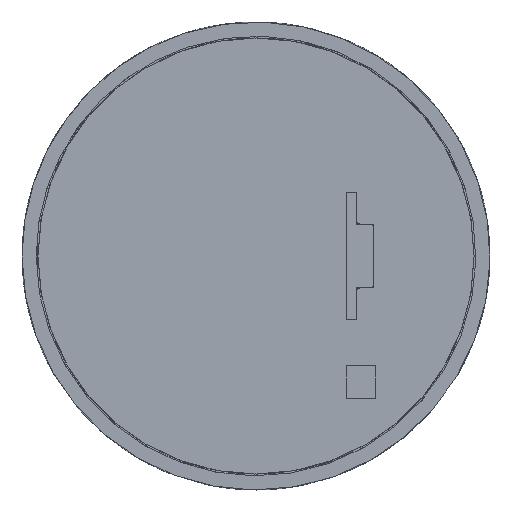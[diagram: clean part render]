
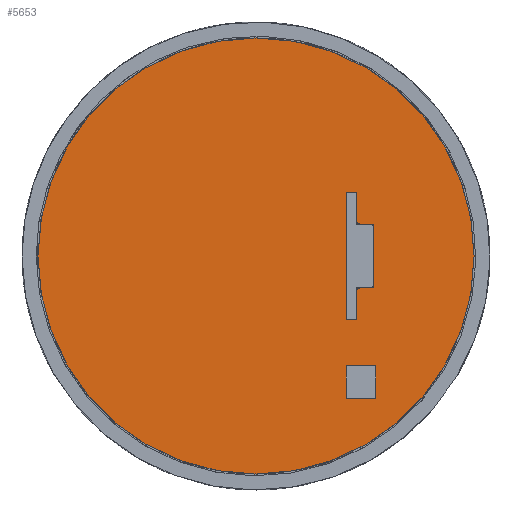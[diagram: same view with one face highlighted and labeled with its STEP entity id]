
A CAD part, front view. The second image highlights one B-rep face of the part: STEP entity #5653.
In plain terms, the highlighted planar face has unit normal (0, -1, 0).
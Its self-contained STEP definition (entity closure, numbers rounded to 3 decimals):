
#185=FACE_BOUND('',#1363,.T.);
#186=FACE_BOUND('',#1364,.T.);
#339=CIRCLE('',#6148,30.75);
#437=CIRCLE('',#6318,0.5);
#438=CIRCLE('',#6321,0.5);
#439=CIRCLE('',#6324,0.5);
#440=CIRCLE('',#6327,0.5);
#656=PLANE('',#6342);
#973=FACE_OUTER_BOUND('',#1362,.T.);
#1362=EDGE_LOOP('',(#5207));
#1363=EDGE_LOOP('',(#5208,#5209,#5210,#5211,#5212,#5213,#5214,#5215,#5216,
#5217,#5218,#5219));
#1364=EDGE_LOOP('',(#5220,#5221,#5222,#5223));
#1639=LINE('',#9580,#2062);
#1647=LINE('',#9596,#2070);
#1661=LINE('',#10249,#2084);
#1766=LINE('',#11078,#2189);
#1769=LINE('',#11086,#2192);
#1772=LINE('',#11094,#2195);
#1775=LINE('',#11102,#2198);
#1782=LINE('',#11117,#2205);
#1784=LINE('',#11121,#2207);
#1785=LINE('',#11123,#2208);
#1786=LINE('',#11125,#2209);
#1787=LINE('',#11127,#2210);
#2062=VECTOR('',#7340,10.);
#2070=VECTOR('',#7354,10.);
#2084=VECTOR('',#7434,10.);
#2189=VECTOR('',#7907,10.);
#2192=VECTOR('',#7916,10.);
#2195=VECTOR('',#7925,10.);
#2198=VECTOR('',#7934,10.);
#2205=VECTOR('',#7953,10.);
#2207=VECTOR('',#7957,10.);
#2208=VECTOR('',#7960,10.);
#2209=VECTOR('',#7963,10.);
#2210=VECTOR('',#7966,10.);
#2601=VERTEX_POINT('',#9577);
#2602=VERTEX_POINT('',#9579);
#2606=VERTEX_POINT('',#9593);
#2607=VERTEX_POINT('',#9595);
#2653=VERTEX_POINT('',#10246);
#2654=VERTEX_POINT('',#10248);
#2668=VERTEX_POINT('',#10314);
#2797=VERTEX_POINT('',#11070);
#2798=VERTEX_POINT('',#11072);
#2799=VERTEX_POINT('',#11076);
#2800=VERTEX_POINT('',#11080);
#2801=VERTEX_POINT('',#11082);
#2802=VERTEX_POINT('',#11088);
#2803=VERTEX_POINT('',#11092);
#2804=VERTEX_POINT('',#11096);
#2805=VERTEX_POINT('',#11100);
#2808=VERTEX_POINT('',#11119);
#3283=EDGE_CURVE('',#2602,#2601,#1639,.T.);
#3291=EDGE_CURVE('',#2607,#2606,#1647,.T.);
#3354=EDGE_CURVE('',#2654,#2653,#1661,.T.);
#3374=EDGE_CURVE('',#2668,#2668,#339,.T.);
#3586=EDGE_CURVE('',#2797,#2798,#437,.T.);
#3589=EDGE_CURVE('',#2797,#2799,#1766,.T.);
#3591=EDGE_CURVE('',#2800,#2801,#438,.T.);
#3593=EDGE_CURVE('',#2800,#2798,#1769,.T.);
#3595=EDGE_CURVE('',#2802,#2799,#439,.T.);
#3597=EDGE_CURVE('',#2802,#2803,#1772,.T.);
#3599=EDGE_CURVE('',#2804,#2803,#440,.T.);
#3601=EDGE_CURVE('',#2804,#2805,#1775,.T.);
#3608=EDGE_CURVE('',#2805,#2654,#1782,.T.);
#3610=EDGE_CURVE('',#2653,#2808,#1784,.T.);
#3611=EDGE_CURVE('',#2808,#2801,#1785,.T.);
#3612=EDGE_CURVE('',#2606,#2602,#1786,.T.);
#3613=EDGE_CURVE('',#2601,#2607,#1787,.T.);
#5207=ORIENTED_EDGE('',*,*,#3374,.F.);
#5208=ORIENTED_EDGE('',*,*,#3591,.F.);
#5209=ORIENTED_EDGE('',*,*,#3593,.T.);
#5210=ORIENTED_EDGE('',*,*,#3586,.F.);
#5211=ORIENTED_EDGE('',*,*,#3589,.T.);
#5212=ORIENTED_EDGE('',*,*,#3595,.F.);
#5213=ORIENTED_EDGE('',*,*,#3597,.T.);
#5214=ORIENTED_EDGE('',*,*,#3599,.F.);
#5215=ORIENTED_EDGE('',*,*,#3601,.T.);
#5216=ORIENTED_EDGE('',*,*,#3608,.T.);
#5217=ORIENTED_EDGE('',*,*,#3354,.T.);
#5218=ORIENTED_EDGE('',*,*,#3610,.T.);
#5219=ORIENTED_EDGE('',*,*,#3611,.T.);
#5220=ORIENTED_EDGE('',*,*,#3291,.T.);
#5221=ORIENTED_EDGE('',*,*,#3612,.T.);
#5222=ORIENTED_EDGE('',*,*,#3283,.T.);
#5223=ORIENTED_EDGE('',*,*,#3613,.T.);
#5653=ADVANCED_FACE('',(#973,#185,#186),#656,.F.);
#6148=AXIS2_PLACEMENT_3D('',#10316,#7465,#7466);
#6318=AXIS2_PLACEMENT_3D('',#11073,#7901,#7902);
#6321=AXIS2_PLACEMENT_3D('',#11083,#7911,#7912);
#6324=AXIS2_PLACEMENT_3D('',#11090,#7920,#7921);
#6327=AXIS2_PLACEMENT_3D('',#11098,#7929,#7930);
#6342=AXIS2_PLACEMENT_3D('',#11131,#7973,#7974);
#7340=DIRECTION('',(0.,0.,-1.));
#7354=DIRECTION('',(0.,0.,1.));
#7434=DIRECTION('',(0.,0.,1.));
#7465=DIRECTION('center_axis',(0.,1.,0.));
#7466=DIRECTION('ref_axis',(1.,0.,0.));
#7901=DIRECTION('center_axis',(0.,-1.,0.));
#7902=DIRECTION('ref_axis',(0.707,0.,0.707));
#7907=DIRECTION('',(0.,0.,-1.));
#7911=DIRECTION('center_axis',(0.,1.,0.));
#7912=DIRECTION('ref_axis',(-0.707,0.,-0.707));
#7916=DIRECTION('',(1.,0.,0.));
#7920=DIRECTION('center_axis',(0.,-1.,0.));
#7921=DIRECTION('ref_axis',(0.707,0.,-0.707));
#7925=DIRECTION('',(-1.,0.,0.));
#7929=DIRECTION('center_axis',(0.,1.,0.));
#7930=DIRECTION('ref_axis',(-0.707,0.,0.707));
#7934=DIRECTION('',(0.,0.,-1.));
#7953=DIRECTION('',(-1.,0.,0.));
#7957=DIRECTION('',(1.,0.,0.));
#7960=DIRECTION('',(0.,0.,-1.));
#7963=DIRECTION('',(1.,0.,0.));
#7966=DIRECTION('',(-1.,0.,0.));
#7973=DIRECTION('center_axis',(0.,1.,0.));
#7974=DIRECTION('ref_axis',(1.,0.,0.));
#9577=CARTESIAN_POINT('',(16.9,0.,-20.05));
#9579=CARTESIAN_POINT('',(16.9,0.,-15.5));
#9580=CARTESIAN_POINT('',(16.9,0.,-10.025));
#9593=CARTESIAN_POINT('',(12.7,0.,-15.5));
#9595=CARTESIAN_POINT('',(12.7,0.,-20.05));
#9596=CARTESIAN_POINT('',(12.7,0.,-7.75));
#10246=CARTESIAN_POINT('',(12.7,0.,9.));
#10248=CARTESIAN_POINT('',(12.7,0.,-9.));
#10249=CARTESIAN_POINT('',(12.7,0.,4.5));
#10314=CARTESIAN_POINT('',(-30.75,0.,0.));
#10316=CARTESIAN_POINT('Origin',(0.,0.,0.));
#11070=CARTESIAN_POINT('',(16.6,0.,4.));
#11072=CARTESIAN_POINT('',(16.1,0.,4.5));
#11073=CARTESIAN_POINT('Origin',(16.1,0.,4.));
#11076=CARTESIAN_POINT('',(16.6,0.,-4.));
#11078=CARTESIAN_POINT('',(16.6,0.,-2.25));
#11080=CARTESIAN_POINT('',(14.7,0.,4.5));
#11082=CARTESIAN_POINT('',(14.2,0.,5.));
#11083=CARTESIAN_POINT('Origin',(14.7,0.,5.));
#11086=CARTESIAN_POINT('',(8.3,0.,4.5));
#11088=CARTESIAN_POINT('',(16.1,0.,-4.5));
#11090=CARTESIAN_POINT('Origin',(16.1,0.,-4.));
#11092=CARTESIAN_POINT('',(14.7,0.,-4.5));
#11094=CARTESIAN_POINT('',(7.1,0.,-4.5));
#11096=CARTESIAN_POINT('',(14.2,0.,-5.));
#11098=CARTESIAN_POINT('Origin',(14.7,0.,-5.));
#11100=CARTESIAN_POINT('',(14.2,0.,-9.));
#11102=CARTESIAN_POINT('',(14.2,0.,-4.5));
#11117=CARTESIAN_POINT('',(6.35,0.,-9.));
#11119=CARTESIAN_POINT('',(14.2,0.,9.));
#11121=CARTESIAN_POINT('',(7.1,0.,9.));
#11123=CARTESIAN_POINT('',(14.2,0.,2.25));
#11125=CARTESIAN_POINT('',(8.45,0.,-15.5));
#11127=CARTESIAN_POINT('',(6.35,0.,-20.05));
#11131=CARTESIAN_POINT('Origin',(0.,0.,0.));
